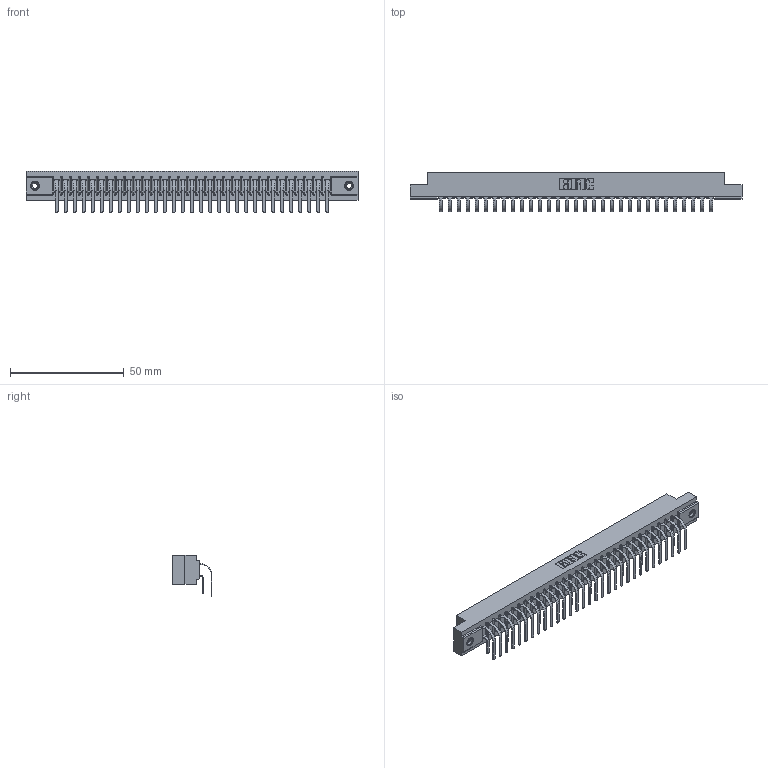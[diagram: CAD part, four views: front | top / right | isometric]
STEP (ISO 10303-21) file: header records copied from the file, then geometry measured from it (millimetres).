
FILE_DESCRIPTION (( 'STEP AP203' ), '1' );
FILE_NAME ('307-062-559-208.STEP', '2022-07-08T17:54:39', ( '' ), ( '' ), 'SwSTEP 2.0', 'SolidWorks 2020', '' );
FILE_SCHEMA (( 'CONFIG_CONTROL_DESIGN' ));
Length unit declared in the file: inch
Products named in the file (5): 307-290-001_559 - 2 (Single); 307 Part_.156 Dia Mounting Holes; 345-250-001_345-250-003-102; 307-062-559-208; 307-290-001_558 559 - 1 (Single)
Assembly tree (65 placements, depth 2):
  307-062-559-208
    307 Part_.156 Dia Mounting Holes
    307-290-001_558 559 - 1 (Single)  x31
    307-290-001_559 - 2 (Single)  x31
    345-250-001_345-250-003-102  x2
Bounding box: 145.85 x 17.51 x 18.07 mm (x, y, z)
Volume: 15657.8 mm3; surface area: 20285.3 mm2
Topology: 65 solids, 65 shells, 3310 faces, 9263 edges, 5998 vertices
Faces by surface type: plane 2148, cylinder 1082, sphere 64, cone 12, torus 4
Entity records: 31556 total; most frequent: CARTESIAN_POINT 5152, ORIENTED_EDGE 5098, DIRECTION 5059, EDGE_CURVE 2549, VECTOR 1949, LINE 1949, VERTEX_POINT 1648, AXIS2_PLACEMENT_3D 1555
